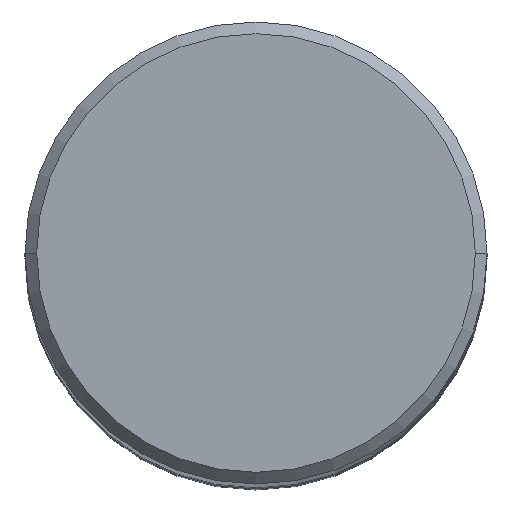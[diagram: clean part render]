
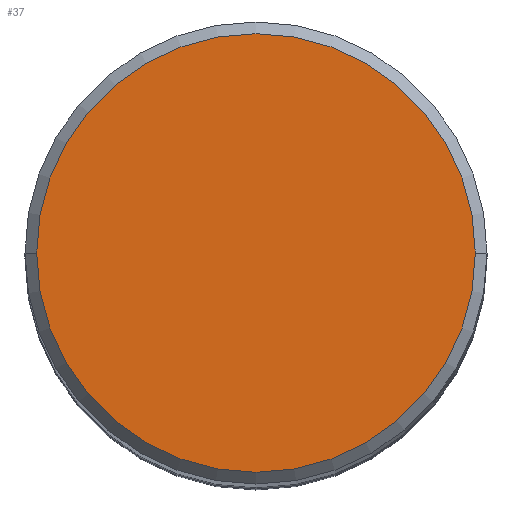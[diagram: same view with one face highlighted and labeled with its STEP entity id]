
A CAD part, top view. The second image highlights one B-rep face of the part: STEP entity #37.
In plain terms, the highlighted planar face has unit normal (0, 0, 1).
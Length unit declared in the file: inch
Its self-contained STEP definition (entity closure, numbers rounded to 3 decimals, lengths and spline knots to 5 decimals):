
#37 = ADVANCED_FACE ( 'NONE', ( #555 ), #215, .F. ) ;
#47 = AXIS2_PLACEMENT_3D ( 'NONE', #455, #286, #54 ) ;
#54 = DIRECTION ( 'NONE',  ( 1., 0., 0. ) ) ;
#58 = CARTESIAN_POINT ( 'NONE',  ( -0.3737, 0., 0. ) ) ;
#90 = VERTEX_POINT ( 'NONE', #58 ) ;
#98 = EDGE_CURVE ( 'NONE', #152, #90, #253, .T. ) ;
#107 = CARTESIAN_POINT ( 'NONE',  ( 0.3737, 0., 0. ) ) ;
#124 = ORIENTED_EDGE ( 'NONE', *, *, #185, .T. ) ;
#136 = DIRECTION ( 'NONE',  ( -1., 0., 0. ) ) ;
#152 = VERTEX_POINT ( 'NONE', #107 ) ;
#170 = CARTESIAN_POINT ( 'NONE',  ( 0., 0.3737, 0. ) ) ;
#185 = EDGE_CURVE ( 'NONE', #90, #152, #324, .T. ) ;
#215 = PLANE ( 'NONE',  #522 ) ;
#253 = CIRCLE ( 'NONE', #47, 0.3737 ) ;
#277 = AXIS2_PLACEMENT_3D ( 'NONE', #283, #542, #340 ) ;
#283 = CARTESIAN_POINT ( 'NONE',  ( 0., 0., 0. ) ) ;
#286 = DIRECTION ( 'NONE',  ( 0., 0., 1. ) ) ;
#304 = ORIENTED_EDGE ( 'NONE', *, *, #98, .T. ) ;
#324 = CIRCLE ( 'NONE', #277, 0.3737 ) ;
#340 = DIRECTION ( 'NONE',  ( 1., 0., 0. ) ) ;
#358 = EDGE_LOOP ( 'NONE', ( #124, #304 ) ) ;
#361 = DIRECTION ( 'NONE',  ( 0., 0., -1. ) ) ;
#455 = CARTESIAN_POINT ( 'NONE',  ( 0., 0., 0. ) ) ;
#522 = AXIS2_PLACEMENT_3D ( 'NONE', #170, #361, #136 ) ;
#542 = DIRECTION ( 'NONE',  ( 0., 0., 1. ) ) ;
#555 = FACE_OUTER_BOUND ( 'NONE', #358, .T. ) ;
